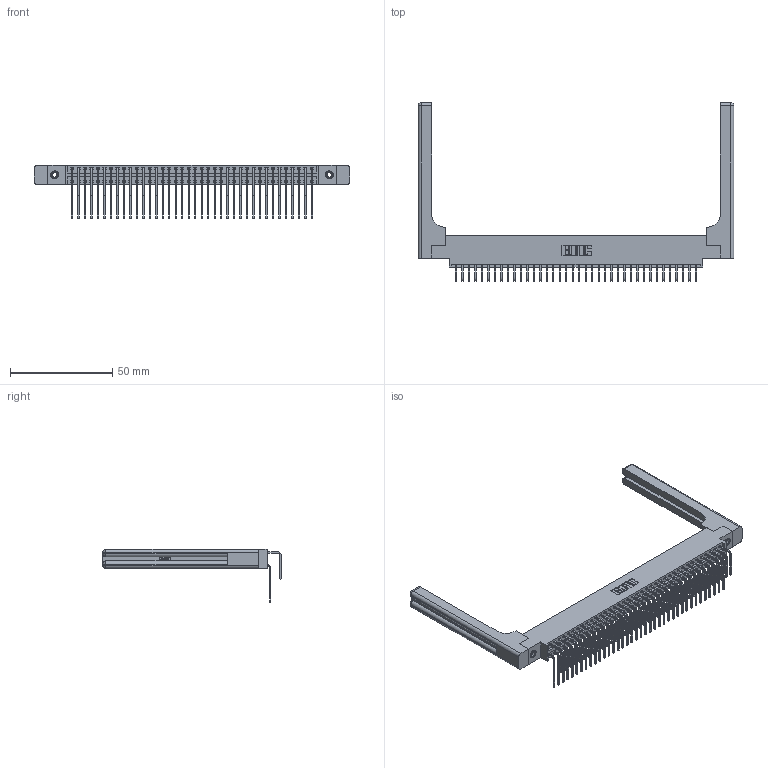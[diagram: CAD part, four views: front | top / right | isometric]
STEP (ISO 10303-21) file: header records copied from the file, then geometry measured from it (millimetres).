
FILE_DESCRIPTION (( 'STEP AP203' ), '1' );
FILE_NAME ('346-076-558-858.STEP', '2022-05-25T13:04:22', ( '' ), ( '' ), 'SwSTEP 2.0', 'SolidWorks 2020', '' );
FILE_SCHEMA (( 'CONFIG_CONTROL_DESIGN' ));
Length unit declared in the file: inch
Products named in the file (6): 346 Part_0.170 Offset - 0.156 Dia-TH; 346-076-558-858; 346-220-058_345-220-058; 345-250-001_345-250-001-102; 345-292-001_558 559 Tail - 1; 345-292-001_558 Tail - 2
Assembly tree (81 placements, depth 2):
  346-076-558-858
    346 Part_0.170 Offset - 0.156 Dia-TH
    345-292-001_558 559 Tail - 1  x38
    345-292-001_558 Tail - 2  x38
    345-250-001_345-250-001-102  x2
    346-220-058_345-220-058  x2
Bounding box: 154.71 x 87.44 x 26.16 mm (x, y, z)
Volume: 22815.2 mm3; surface area: 28287 mm2
Topology: 81 solids, 81 shells, 4500 faces, 13279 edges, 8730 vertices
Faces by surface type: plane 3054, cylinder 1386, bspline 36, cone 12, sphere 8, torus 4
Entity records: 32852 total; most frequent: CARTESIAN_POINT 6486, ORIENTED_EDGE 5164, DIRECTION 4670, EDGE_CURVE 2582, VECTOR 2166, LINE 2166, VERTEX_POINT 1710, AXIS2_PLACEMENT_3D 1252
